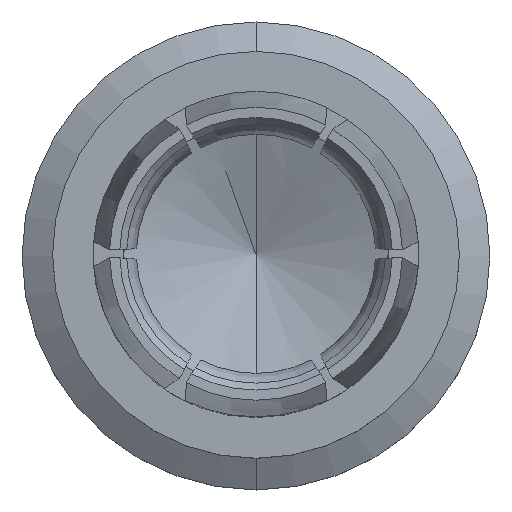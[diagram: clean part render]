
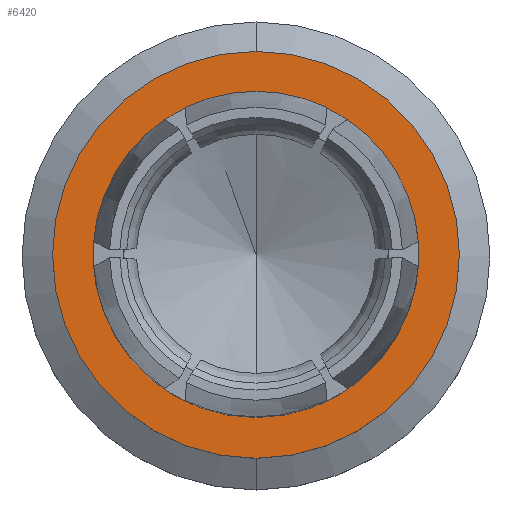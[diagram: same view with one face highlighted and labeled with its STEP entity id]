
A CAD part, top view. The second image highlights one B-rep face of the part: STEP entity #6420.
In plain terms, the highlighted planar face has unit normal (0, 0, 1).
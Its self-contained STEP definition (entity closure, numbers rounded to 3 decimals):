
#4190=CARTESIAN_POINT('',(-0.032,14.234,16.2));
#4200=VERTEX_POINT('',#4190);
#4420=CARTESIAN_POINT('',(9.968,14.234,16.2));
#4430=VERTEX_POINT('',#4420);
#4460=CARTESIAN_POINT('',(4.968,14.234,16.2));
#4470=DIRECTION('',(0.,0.,-1.));
#4480=DIRECTION('',(1.,0.,0.));
#4490=AXIS2_PLACEMENT_3D('',#4460,#4470,#4480);
#4500=CIRCLE('',#4490,5.);
#4510=EDGE_CURVE('',#4200,#4430,#4500,.T.);
#6130=CARTESIAN_POINT('',(9.982,11.339,16.2));
#6140=DIRECTION('',(0.,0.,1.));
#6150=DIRECTION('',(0.5,0.866,
0.));
#6160=AXIS2_PLACEMENT_3D('',#6130,#6140,#6150);
#6170=PLANE('',#6160);
#6180=CARTESIAN_POINT('',(4.968,14.234,16.2));
#6190=DIRECTION('',(0.,0.,1.));
#6200=DIRECTION('',(0.866,0.5,0.));
#6210=AXIS2_PLACEMENT_3D('',#6180,#6190,#6200);
#6220=CIRCLE('',#6210,4.);
#6230=CARTESIAN_POINT('',(8.432,12.234,16.2));
#6240=VERTEX_POINT('',#6230);
#6250=CARTESIAN_POINT('',(8.432,16.234,16.2));
#6260=VERTEX_POINT('',#6250);
#6270=EDGE_CURVE('',#6240,#6260,#6220,.T.);
#6280=ORIENTED_EDGE('',*,*,#6270,.F.);
#6290=CARTESIAN_POINT('',(1.504,12.234,16.2));
#6300=VERTEX_POINT('',#6290);
#6310=EDGE_CURVE('',#6260,#6300,#6220,.T.);
#6320=ORIENTED_EDGE('',*,*,#6310,.F.);
#6330=EDGE_CURVE('',#6300,#6240,#6220,.T.);
#6340=ORIENTED_EDGE('',*,*,#6330,.F.);
#6350=EDGE_LOOP('',(#6340,#6320,#6280));
#6360=FACE_BOUND('',#6350,.T.);
#6370=EDGE_CURVE('',#4430,#4200,#4500,.T.);
#6380=ORIENTED_EDGE('',*,*,#6370,.F.);
#6390=ORIENTED_EDGE('',*,*,#4510,.F.);
#6400=EDGE_LOOP('',(#6390,#6380));
#6410=FACE_OUTER_BOUND('',#6400,.T.);
#6420=ADVANCED_FACE('',(#6360,#6410),#6170,.T.);
